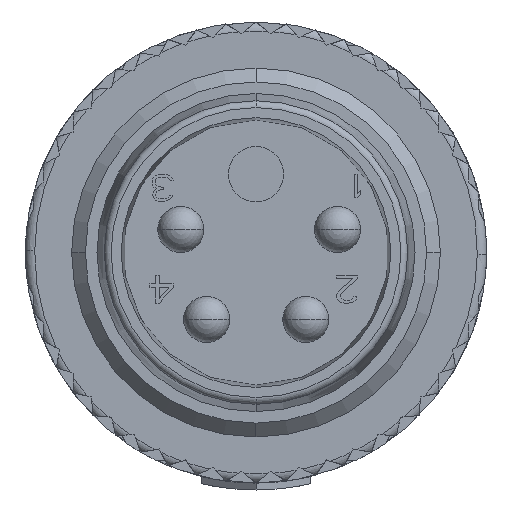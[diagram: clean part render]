
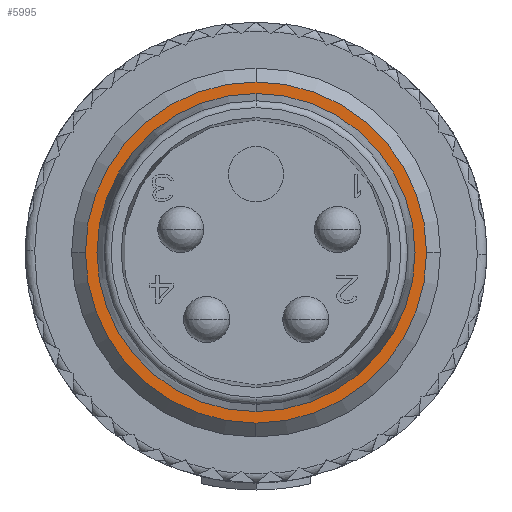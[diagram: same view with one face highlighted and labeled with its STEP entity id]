
A CAD part, front view. The second image highlights one B-rep face of the part: STEP entity #5995.
In plain terms, the highlighted planar face has unit normal (0, -1, 0).
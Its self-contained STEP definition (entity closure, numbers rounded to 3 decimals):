
#5995=ADVANCED_FACE('',(#12745,#12746),#12747,.F.);
#6247=EDGE_CURVE('',#13125,#13126,#13127,.T.);
#6255=EDGE_CURVE('',#13138,#13125,#13139,.T.);
#6335=EDGE_CURVE('',#13266,#13267,#13268,.T.);
#6343=EDGE_CURVE('',#13267,#13279,#13280,.T.);
#6361=EDGE_CURVE('',#13279,#13304,#13305,.T.);
#6367=EDGE_CURVE('',#13304,#13266,#13311,.T.);
#7743=EDGE_CURVE('',#15184,#13138,#15185,.T.);
#7747=EDGE_CURVE('',#13126,#15184,#15189,.T.);
#12745=FACE_OUTER_BOUND('',#86133,.T.);
#12746=FACE_BOUND('',#86134,.T.);
#12747=PLANE('',#86135);
#13125=VERTEX_POINT('',#86525);
#13126=VERTEX_POINT('',#86526);
#13127=CIRCLE('',#86527,3.7);
#13138=VERTEX_POINT('',#86543);
#13139=CIRCLE('',#86544,3.7);
#13266=VERTEX_POINT('',#86838);
#13267=VERTEX_POINT('',#86839);
#13268=CIRCLE('',#86840,3.35);
#13279=VERTEX_POINT('',#86856);
#13280=CIRCLE('',#86857,3.35);
#13304=VERTEX_POINT('',#86894);
#13305=CIRCLE('',#86895,3.35);
#13311=CIRCLE('',#86905,3.35);
#15184=VERTEX_POINT('',#91079);
#15185=CIRCLE('',#91080,3.7);
#15189=CIRCLE('',#91087,3.7);
#86133=EDGE_LOOP('',(#100455,#100456,#100457,#100458));
#86134=EDGE_LOOP('',(#100459,#100460,#100461,#100462));
#86135=AXIS2_PLACEMENT_3D('',#100463,#100464,#100465);
#86525=CARTESIAN_POINT('',(3.7,-10.1,0.0));
#86526=CARTESIAN_POINT('',(0.,-10.1,3.7));
#86527=AXIS2_PLACEMENT_3D('',#101611,#101612,#101613);
#86543=CARTESIAN_POINT('',(0.,-10.1,-3.7));
#86544=AXIS2_PLACEMENT_3D('',#101621,#101622,#101623);
#86838=CARTESIAN_POINT('',(0.,-10.1,3.35));
#86839=CARTESIAN_POINT('',(-3.35,-10.1,0.0));
#86840=AXIS2_PLACEMENT_3D('',#101692,#101693,#101694);
#86856=CARTESIAN_POINT('',(0.,-10.1,-3.35));
#86857=AXIS2_PLACEMENT_3D('',#101702,#101703,#101704);
#86894=CARTESIAN_POINT('',(3.35,-10.1,0.0));
#86895=AXIS2_PLACEMENT_3D('',#101721,#101722,#101723);
#86905=AXIS2_PLACEMENT_3D('',#101728,#101729,#101730);
#91079=CARTESIAN_POINT('',(-3.7,-10.1,0.0));
#91080=AXIS2_PLACEMENT_3D('',#102734,#102735,#102736);
#91087=AXIS2_PLACEMENT_3D('',#102738,#102739,#102740);
#100455=ORIENTED_EDGE('',*,*,#7743,.T.);
#100456=ORIENTED_EDGE('',*,*,#6255,.T.);
#100457=ORIENTED_EDGE('',*,*,#6247,.T.);
#100458=ORIENTED_EDGE('',*,*,#7747,.T.);
#100459=ORIENTED_EDGE('',*,*,#6343,.F.);
#100460=ORIENTED_EDGE('',*,*,#6335,.F.);
#100461=ORIENTED_EDGE('',*,*,#6367,.F.);
#100462=ORIENTED_EDGE('',*,*,#6361,.F.);
#100463=CARTESIAN_POINT('',(0.0,-10.1,0.0));
#100464=DIRECTION('',(0.0,1.0,0.0));
#100465=DIRECTION('',(0.0,0.0,1.0));
#101611=CARTESIAN_POINT('',(0.0,-10.1,0.0));
#101612=DIRECTION('',(0.0,-1.0,0.0));
#101613=DIRECTION('',(1.0,0.0,0.0));
#101621=CARTESIAN_POINT('',(0.0,-10.1,0.0));
#101622=DIRECTION('',(0.0,-1.0,0.0));
#101623=DIRECTION('',(-1.0,0.0,0.0));
#101692=CARTESIAN_POINT('',(0.0,-10.1,0.0));
#101693=DIRECTION('',(0.0,-1.0,0.0));
#101694=DIRECTION('',(1.0,0.0,0.0));
#101702=CARTESIAN_POINT('',(0.0,-10.1,0.0));
#101703=DIRECTION('',(0.0,-1.0,0.0));
#101704=DIRECTION('',(-1.0,0.0,0.0));
#101721=CARTESIAN_POINT('',(0.0,-10.1,0.0));
#101722=DIRECTION('',(0.0,-1.0,0.0));
#101723=DIRECTION('',(-1.0,0.0,0.0));
#101728=CARTESIAN_POINT('',(0.0,-10.1,0.0));
#101729=DIRECTION('',(0.0,-1.0,0.0));
#101730=DIRECTION('',(1.0,0.0,0.0));
#102734=CARTESIAN_POINT('',(0.0,-10.1,0.0));
#102735=DIRECTION('',(0.0,-1.0,0.0));
#102736=DIRECTION('',(-1.0,0.0,0.0));
#102738=CARTESIAN_POINT('',(0.0,-10.1,0.0));
#102739=DIRECTION('',(0.0,-1.0,0.0));
#102740=DIRECTION('',(1.0,0.0,0.0));
